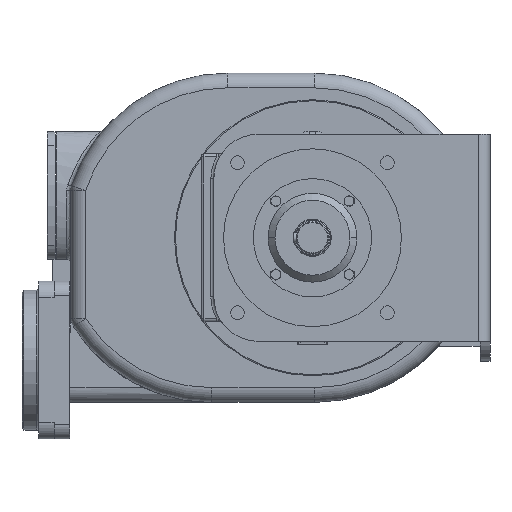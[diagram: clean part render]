
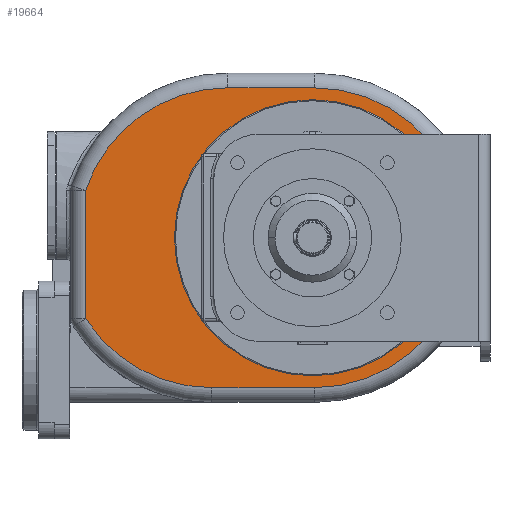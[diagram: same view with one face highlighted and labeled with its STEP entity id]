
A CAD part, left-side view. The second image highlights one B-rep face of the part: STEP entity #19664.
In plain terms, the highlighted planar face has unit normal (-1, 0, 0).
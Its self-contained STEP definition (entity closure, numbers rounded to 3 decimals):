
#4662=DIRECTION('',(0.,0.,-1.));
#4663=VECTOR('',#4662,130.);
#4664=CARTESIAN_POINT('',(-70.,400.,48.));
#4665=LINE('',#4664,#4663);
#4666=CARTESIAN_POINT('',(-70.,255.778,0.));
#4667=DIRECTION('',(-1.,0.,0.));
#4668=DIRECTION('',(0.,0.,1.));
#4669=AXIS2_PLACEMENT_3D('',#4666,#4667,#4668);
#4671=DIRECTION('',(0.,1.,0.));
#4672=VECTOR('',#4671,87.778);
#4673=CARTESIAN_POINT('',(-70.,168.,152.));
#4674=LINE('',#4673,#4672);
#4675=CARTESIAN_POINT('',(-70.,168.,0.));
#4676=DIRECTION('',(-1.,0.,0.));
#4677=DIRECTION('',(0.,0.,-1.));
#4678=AXIS2_PLACEMENT_3D('',#4675,#4676,#4677);
#4680=DIRECTION('',(0.,-1.,0.));
#4681=VECTOR('',#4680,104.016);
#4682=CARTESIAN_POINT('',(-70.,272.016,-152.));
#4683=LINE('',#4682,#4681);
#4684=CARTESIAN_POINT('',(-70.,272.016,0.));
#4685=DIRECTION('',(-1.,0.,0.));
#4686=DIRECTION('',(0.,0.842,-0.539));
#4687=AXIS2_PLACEMENT_3D('',#4684,#4685,#4686);
#4689=CARTESIAN_POINT('',(-70.,170.,0.));
#4690=DIRECTION('',(-1.,0.,0.));
#4691=DIRECTION('',(0.,-1.,0.));
#4692=AXIS2_PLACEMENT_3D('',#4689,#4690,#4691);
#4694=CARTESIAN_POINT('',(-70.,170.,0.));
#4695=DIRECTION('',(-1.,0.,0.));
#4696=DIRECTION('',(0.,1.,0.));
#4697=AXIS2_PLACEMENT_3D('',#4694,#4695,#4696);
#11757=CARTESIAN_POINT('',(-70.,400.,48.));
#11758=CARTESIAN_POINT('',(-70.,400.,-82.));
#11759=VERTEX_POINT('',#11757);
#11760=VERTEX_POINT('',#11758);
#11761=CARTESIAN_POINT('',(-70.,272.016,-152.));
#11762=VERTEX_POINT('',#11761);
#11767=CARTESIAN_POINT('',(-70.,168.,-152.));
#11768=VERTEX_POINT('',#11767);
#11771=CARTESIAN_POINT('',(-70.,168.,152.));
#11772=VERTEX_POINT('',#11771);
#11775=CARTESIAN_POINT('',(-70.,255.778,152.));
#11776=VERTEX_POINT('',#11775);
#12144=CARTESIAN_POINT('',(-70.,30.,0.));
#12145=CARTESIAN_POINT('',(-70.,310.,0.));
#12146=VERTEX_POINT('',#12144);
#12147=VERTEX_POINT('',#12145);
#19640=CARTESIAN_POINT('',(-70.,170.,0.));
#19641=DIRECTION('',(1.,0.,0.));
#19642=DIRECTION('',(0.,0.,1.));
#19643=AXIS2_PLACEMENT_3D('',#19640,#19641,#19642);
#19644=PLANE('',#19643);
#19646=ORIENTED_EDGE('',*,*,#19645,.F.);
#19648=ORIENTED_EDGE('',*,*,#19647,.F.);
#19650=ORIENTED_EDGE('',*,*,#19649,.F.);
#19652=ORIENTED_EDGE('',*,*,#19651,.F.);
#19654=ORIENTED_EDGE('',*,*,#19653,.F.);
#19656=ORIENTED_EDGE('',*,*,#19655,.F.);
#19657=EDGE_LOOP('',(#19646,#19648,#19650,#19652,#19654,#19656));
#19658=FACE_OUTER_BOUND('',#19657,.F.);
#19660=ORIENTED_EDGE('',*,*,#19659,.T.);
#19661=ORIENTED_EDGE('',*,*,#19630,.T.);
#19662=EDGE_LOOP('',(#19660,#19661));
#19663=FACE_BOUND('',#19662,.F.);
#19664=ADVANCED_FACE('',(#19658,#19663),#19644,.F.);
#4670=CIRCLE('',#4669,152.);
#4679=CIRCLE('',#4678,152.);
#4688=CIRCLE('',#4687,152.);
#4693=CIRCLE('',#4692,140.);
#4698=CIRCLE('',#4697,140.);
#19630=EDGE_CURVE('',#12147,#12146,#4698,.T.);
#19645=EDGE_CURVE('',#11759,#11760,#4665,.T.);
#19647=EDGE_CURVE('',#11776,#11759,#4670,.T.);
#19649=EDGE_CURVE('',#11772,#11776,#4674,.T.);
#19651=EDGE_CURVE('',#11768,#11772,#4679,.T.);
#19653=EDGE_CURVE('',#11762,#11768,#4683,.T.);
#19655=EDGE_CURVE('',#11760,#11762,#4688,.T.);
#19659=EDGE_CURVE('',#12146,#12147,#4693,.T.);
